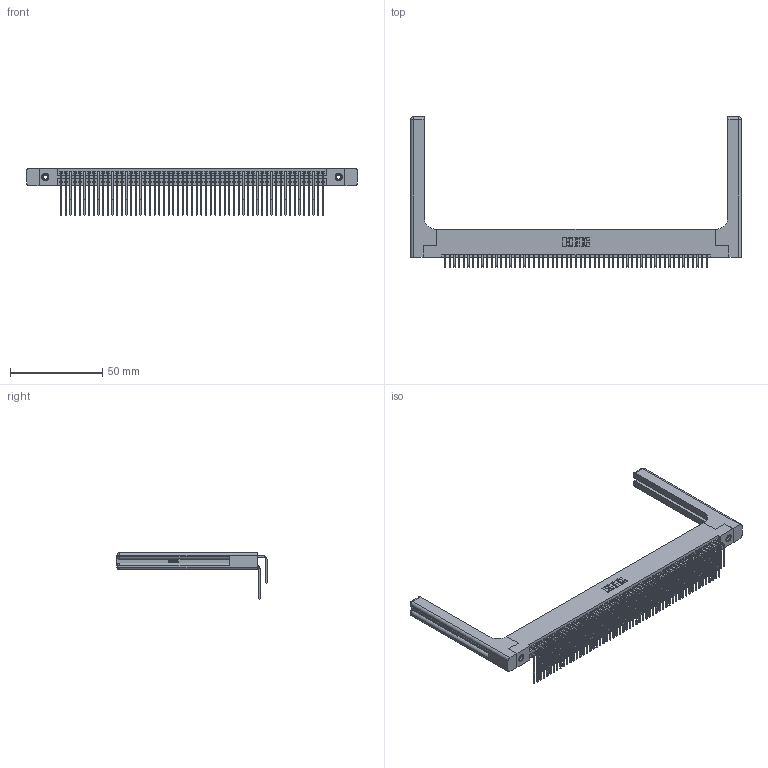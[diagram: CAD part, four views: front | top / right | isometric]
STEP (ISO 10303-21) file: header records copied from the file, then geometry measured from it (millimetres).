
FILE_DESCRIPTION (( 'STEP AP203' ), '1' );
FILE_NAME ('345-114-559-258.STEP', '2019-11-05T13:00:04', ( '' ), ( '' ), 'SwSTEP 2.0', 'SolidWorks 2016', '' );
FILE_SCHEMA (( 'CONFIG_CONTROL_DESIGN' ));
Length unit declared in the file: inch
Products named in the file (6): 345-220-058_345-220-058; 345-292-001_559 Tail - 2; 345-114-559-258; 345-250-001_345-250-001-102; 345-292-001_558 559 Tail - 1; 345 Part_Flush Mounting Lugs - 0.156 Dia-TH
Assembly tree (119 placements, depth 2):
  345-114-559-258
    345 Part_Flush Mounting Lugs - 0.156 Dia-TH
    345-292-001_558 559 Tail - 1  x57
    345-292-001_559 Tail - 2  x57
    345-250-001_345-250-001-102  x2
    345-220-058_345-220-058  x2
Bounding box: 179.81 x 81.52 x 25.53 mm (x, y, z)
Volume: 26738.6 mm3; surface area: 35438.3 mm2
Topology: 119 solids, 119 shells, 6310 faces, 18677 edges, 12278 vertices
Faces by surface type: plane 4218, cylinder 2032, bspline 36, cone 12, sphere 8, torus 4
Entity records: 49538 total; most frequent: CARTESIAN_POINT 9328, ORIENTED_EDGE 8008, DIRECTION 7112, EDGE_CURVE 4004, VECTOR 3512, LINE 3512, VERTEX_POINT 2658, AXIS2_PLACEMENT_3D 1800
